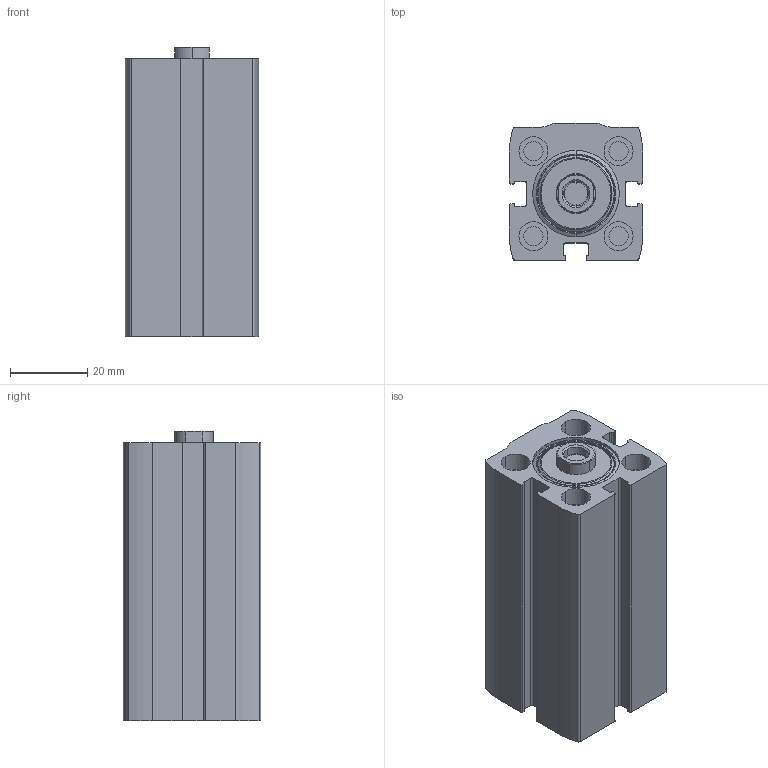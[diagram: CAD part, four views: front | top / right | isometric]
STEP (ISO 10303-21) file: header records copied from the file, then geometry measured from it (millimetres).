
FILE_DESCRIPTION((''),'2;1');
FILE_NAME('8076324ADNS2050IPA0_ASM','2023-03-03T10:49:02',('rpara'),(''),'CREO PARAMETRIC BY PTC INC, 2020342','CREO PARAMETRIC BY PTC INC, 2020342','');
FILE_SCHEMA(('CONFIG_CONTROL_DESIGN'));
Length unit declared in the file: millimetre
Products named in the file (3): 8084710ADNS2050IAH; 8084710ADNS2050IAP; 8076324ADNS2050IPA0_ASM
Assembly tree (2 placements, depth 2):
  8076324ADNS2050IPA0_ASM
    8084710ADNS2050IAH
    8084710ADNS2050IAP
Bounding box: 34.5 x 35.5 x 75 mm (x, y, z)
Volume: 62756.4 mm3; surface area: 28645.6 mm2
Topology: 2 solids, 13 shells, 241 faces, 560 edges, 367 vertices
Faces by surface type: cylinder 116, plane 83, cone 36, torus 6
Entity records: 7085 total; most frequent: DIRECTION 1356, CARTESIAN_POINT 1199, ORIENTED_EDGE 1094, EDGE_CURVE 558, AXIS2_PLACEMENT_3D 554, VERTEX_POINT 367, CIRCLE 304, EDGE_LOOP 284
